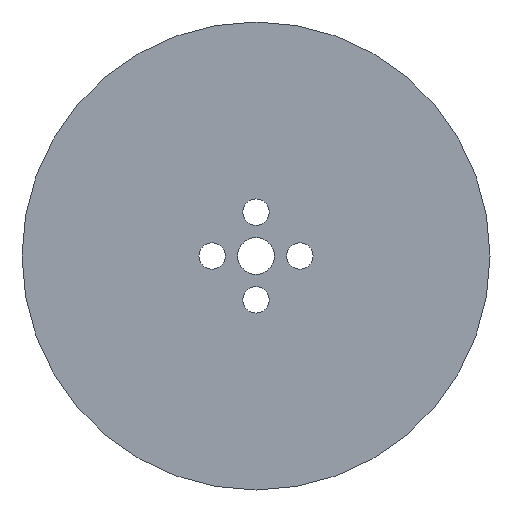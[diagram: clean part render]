
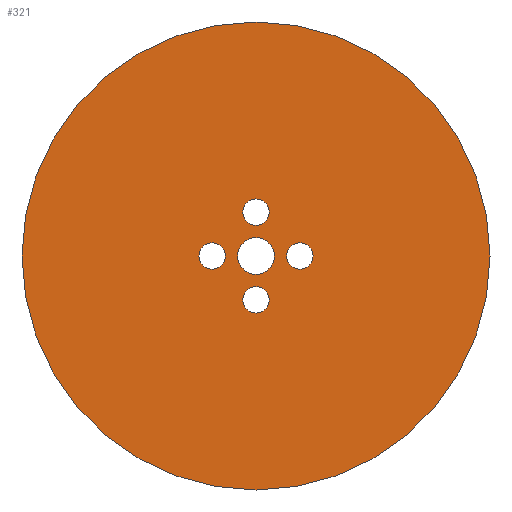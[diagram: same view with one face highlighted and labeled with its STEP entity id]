
A CAD part, front view. The second image highlights one B-rep face of the part: STEP entity #321.
In plain terms, the highlighted planar face has unit normal (0, -1, 0).
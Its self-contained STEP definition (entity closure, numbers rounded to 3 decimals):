
#25=FACE_BOUND('',#112,.T.);
#26=FACE_BOUND('',#113,.T.);
#27=FACE_BOUND('',#114,.T.);
#28=FACE_BOUND('',#115,.T.);
#29=FACE_BOUND('',#116,.T.);
#32=PLANE('',#375);
#85=FACE_OUTER_BOUND('',#111,.T.);
#111=EDGE_LOOP('',(#270));
#112=EDGE_LOOP('',(#271));
#113=EDGE_LOOP('',(#272));
#114=EDGE_LOOP('',(#273));
#115=EDGE_LOOP('',(#274));
#116=EDGE_LOOP('',(#275));
#139=CIRCLE('',#364,2.25);
#140=CIRCLE('',#366,3.15);
#141=CIRCLE('',#368,2.25);
#142=CIRCLE('',#370,2.25);
#143=CIRCLE('',#372,2.25);
#145=CIRCLE('',#376,40.);
#165=VERTEX_POINT('',#539);
#166=VERTEX_POINT('',#543);
#167=VERTEX_POINT('',#547);
#168=VERTEX_POINT('',#551);
#169=VERTEX_POINT('',#555);
#171=VERTEX_POINT('',#563);
#194=EDGE_CURVE('',#165,#165,#139,.T.);
#196=EDGE_CURVE('',#166,#166,#140,.T.);
#198=EDGE_CURVE('',#167,#167,#141,.T.);
#200=EDGE_CURVE('',#168,#168,#142,.T.);
#202=EDGE_CURVE('',#169,#169,#143,.T.);
#206=EDGE_CURVE('',#171,#171,#145,.T.);
#270=ORIENTED_EDGE('',*,*,#206,.F.);
#271=ORIENTED_EDGE('',*,*,#194,.T.);
#272=ORIENTED_EDGE('',*,*,#196,.T.);
#273=ORIENTED_EDGE('',*,*,#198,.T.);
#274=ORIENTED_EDGE('',*,*,#200,.T.);
#275=ORIENTED_EDGE('',*,*,#202,.T.);
#321=ADVANCED_FACE('',(#85,#25,#26,#27,#28,#29),#32,.T.);
#364=AXIS2_PLACEMENT_3D('',#540,#435,#436);
#366=AXIS2_PLACEMENT_3D('',#544,#440,#441);
#368=AXIS2_PLACEMENT_3D('',#548,#445,#446);
#370=AXIS2_PLACEMENT_3D('',#552,#450,#451);
#372=AXIS2_PLACEMENT_3D('',#556,#455,#456);
#375=AXIS2_PLACEMENT_3D('',#562,#463,#464);
#376=AXIS2_PLACEMENT_3D('',#564,#465,#466);
#435=DIRECTION('center_axis',(0.,1.,0.));
#436=DIRECTION('ref_axis',(1.,0.,0.));
#440=DIRECTION('center_axis',(0.,1.,0.));
#441=DIRECTION('ref_axis',(1.,0.,0.));
#445=DIRECTION('center_axis',(0.,1.,0.));
#446=DIRECTION('ref_axis',(1.,0.,0.));
#450=DIRECTION('center_axis',(0.,1.,0.));
#451=DIRECTION('ref_axis',(1.,0.,0.));
#455=DIRECTION('center_axis',(0.,1.,0.));
#456=DIRECTION('ref_axis',(1.,0.,0.));
#463=DIRECTION('center_axis',(0.,-1.,0.));
#464=DIRECTION('ref_axis',(0.,0.,-1.));
#465=DIRECTION('center_axis',(0.,1.,0.));
#466=DIRECTION('ref_axis',(1.,0.,0.));
#539=CARTESIAN_POINT('',(37.75,-1.,-7.5));
#540=CARTESIAN_POINT('Origin',(40.,-1.,-7.5));
#543=CARTESIAN_POINT('',(36.85,-1.,0.));
#544=CARTESIAN_POINT('Origin',(40.,-1.,0.));
#547=CARTESIAN_POINT('',(30.25,-1.,0.));
#548=CARTESIAN_POINT('Origin',(32.5,-1.,0.));
#551=CARTESIAN_POINT('',(45.25,-1.,0.));
#552=CARTESIAN_POINT('Origin',(47.5,-1.,0.));
#555=CARTESIAN_POINT('',(37.75,-1.,7.5));
#556=CARTESIAN_POINT('Origin',(40.,-1.,7.5));
#562=CARTESIAN_POINT('Origin',(0.,-1.,0.));
#563=CARTESIAN_POINT('',(80.,-1.,0.));
#564=CARTESIAN_POINT('Origin',(40.,-1.,0.));
